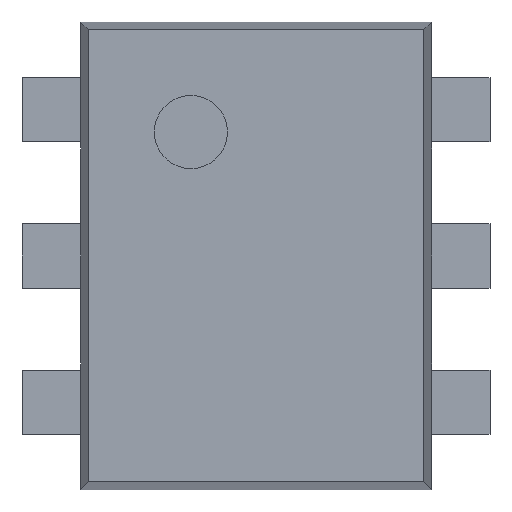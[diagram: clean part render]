
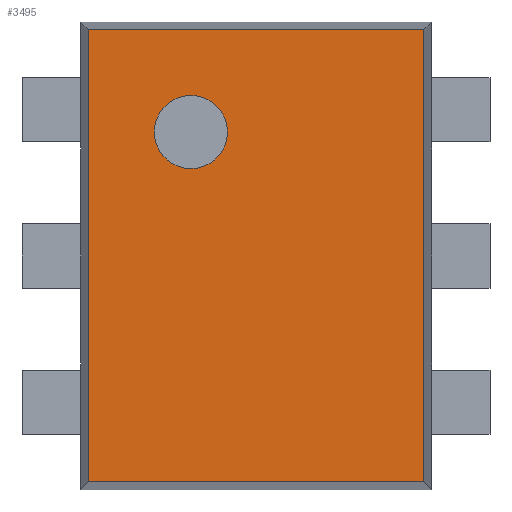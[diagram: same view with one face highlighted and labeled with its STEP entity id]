
A CAD part, top view. The second image highlights one B-rep face of the part: STEP entity #3495.
In plain terms, the highlighted planar face has unit normal (0, 0, 1).
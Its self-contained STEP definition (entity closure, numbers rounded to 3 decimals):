
#36=CARTESIAN_POINT('',(0.,0.));
#39=( GEOMETRIC_REPRESENTATION_CONTEXT(2) PARAMETRIC_REPRESENTATION_CONTEXT() REPRESENTATION_CONTEXT('2D SPACE','') );
#115=VECTOR('',#116,1.);
#116=DIRECTION('',(0.,1.,0.));
#125=DIRECTION('',(0.,0.,-1.));
#357=CARTESIAN_POINT('',(0.6,-0.8,0.11));
#359=CARTESIAN_POINT('',(0.6,0.8,0.11));
#828=VECTOR('',#829,1.);
#829=DIRECTION('',(0.,-1.,0.));
#837=CARTESIAN_POINT('',(-0.6,0.8,0.11));
#839=CARTESIAN_POINT('',(-0.6,-0.8,0.11));
#848=VECTOR('',#849,1.);
#849=DIRECTION('',(-1.,0.,0.));
#905=VECTOR('',#906,1.);
#906=DIRECTION('',(1.,0.,0.));
#967=B_SPLINE_SURFACE_WITH_KNOTS('',1,1,((#357,#968),(#359,#969)),.UNSPECIFIED.,.F.,.F.,.F.,(2,2),(2,2),(0.,1.6),(0.,1.),.PIECEWISE_BEZIER_KNOTS.);
#968=CARTESIAN_POINT('',(0.573,-0.773,0.63));
#969=CARTESIAN_POINT('',(0.573,0.773,0.63));
#992=CARTESIAN_POINT('',(0.,1.));
#1577=B_SPLINE_SURFACE_WITH_KNOTS('',1,1,((#837,#1578),(#839,#1579)),.UNSPECIFIED.,.F.,.F.,.F.,(2,2),(2,2),(0.,1.6),(0.,1.),.PIECEWISE_BEZIER_KNOTS.);
#1578=CARTESIAN_POINT('',(-0.573,0.773,0.63));
#1579=CARTESIAN_POINT('',(-0.573,-0.773,0.63));
#1591=B_SPLINE_SURFACE_WITH_KNOTS('',1,1,((#359,#969),(#837,#1578)),.UNSPECIFIED.,.F.,.F.,.F.,(2,2),(2,2),(0.,1.2),(0.,1.),.PIECEWISE_BEZIER_KNOTS.);
#2877=B_SPLINE_SURFACE_WITH_KNOTS('',1,1,((#839,#1579),(#357,#968)),.UNSPECIFIED.,.F.,.F.,.F.,(2,2),(2,2),(0.,1.2),(0.,1.),.PIECEWISE_BEZIER_KNOTS.);
#3027=VERTEX_POINT('',#969);
#3032=ORIENTED_EDGE('',*,*,#3033,.F.);
#3033=EDGE_CURVE('',#3034,#3027,#3035,.T.);
#3034=VERTEX_POINT('',#968);
#3035=SURFACE_CURVE('',#3036,(#3037,#3041),.PCURVE_S1.);
#3036=LINE('',#968,#115);
#3037=PCURVE('',#967,#3038);
#3038=DEFINITIONAL_REPRESENTATION('',(#3039),#39);
#3039=B_SPLINE_CURVE_WITH_KNOTS('',1,(#992,#3040),.UNSPECIFIED.,.F.,.F.,(2,2),(0.,1.545),.PIECEWISE_BEZIER_KNOTS.);
#3040=CARTESIAN_POINT('',(1.6,1.));
#3041=PCURVE('',#3042,#3045);
#3042=PLANE('',#3043);
#3043=AXIS2_PLACEMENT_3D('',#1578,#125,#3044);
#3044=DIRECTION('',(0.595,-0.803,0.));
#3045=DEFINITIONAL_REPRESENTATION('',(#3046),#39);
#3046=LINE('',#3047,#3048);
#3047=CARTESIAN_POINT('',(1.924,0.));
#3048=VECTOR('',#3049,1.);
#3049=DIRECTION('',(-0.803,-0.595));
#3124=VERTEX_POINT('',#1579);
#3129=ORIENTED_EDGE('',*,*,#3130,.F.);
#3130=EDGE_CURVE('',#3131,#3124,#3132,.T.);
#3131=VERTEX_POINT('',#1578);
#3132=SURFACE_CURVE('',#3133,(#3134,#3135),.PCURVE_S1.);
#3133=LINE('',#1578,#828);
#3134=PCURVE('',#1577,#3038);
#3135=PCURVE('',#3042,#3136);
#3136=DEFINITIONAL_REPRESENTATION('',(#3137),#39);
#3137=LINE('',#36,#3138);
#3138=VECTOR('',#3139,1.);
#3139=DIRECTION('',(0.803,0.595));
#3180=ORIENTED_EDGE('',*,*,#3181,.F.);
#3181=EDGE_CURVE('',#3027,#3131,#3182,.T.);
#3182=SURFACE_CURVE('',#3183,(#3184,#3188),.PCURVE_S1.);
#3183=LINE('',#969,#848);
#3184=PCURVE('',#1591,#3185);
#3185=DEFINITIONAL_REPRESENTATION('',(#3186),#39);
#3186=B_SPLINE_CURVE_WITH_KNOTS('',1,(#992,#3187),.UNSPECIFIED.,.F.,.F.,(2,2),(0.,1.145),.PIECEWISE_BEZIER_KNOTS.);
#3187=CARTESIAN_POINT('',(1.2,1.));
#3188=PCURVE('',#3042,#3189);
#3189=DEFINITIONAL_REPRESENTATION('',(#3190),#39);
#3190=LINE('',#3191,#3192);
#3191=CARTESIAN_POINT('',(0.682,-0.92));
#3192=VECTOR('',#3193,1.);
#3193=DIRECTION('',(-0.595,0.803));
#3472=ORIENTED_EDGE('',*,*,#3473,.F.);
#3473=EDGE_CURVE('',#3124,#3034,#3474,.T.);
#3474=SURFACE_CURVE('',#3475,(#3476,#3477),.PCURVE_S1.);
#3475=LINE('',#1579,#905);
#3476=PCURVE('',#2877,#3185);
#3477=PCURVE('',#3042,#3478);
#3478=DEFINITIONAL_REPRESENTATION('',(#3479),#39);
#3479=LINE('',#3480,#3481);
#3480=CARTESIAN_POINT('',(1.242,0.92));
#3481=VECTOR('',#3482,1.);
#3482=DIRECTION('',(0.595,-0.803));
#3495=ADVANCED_FACE('',(#3496,#3498),#3042,.F.);
#3496=FACE_BOUND('',#3497,.F.);
#3497=EDGE_LOOP('',(#3129,#3180,#3032,#3472));
#3498=FACE_BOUND('',#3499,.F.);
#3499=EDGE_LOOP('',(#3500));
#3500=ORIENTED_EDGE('',*,*,#3501,.T.);
#3501=EDGE_CURVE('',#3502,#3502,#3504,.T.);
#3502=VERTEX_POINT('',#3503);
#3503=CARTESIAN_POINT('',(-0.223,0.298,0.63));
#3504=SURFACE_CURVE('',#3505,(#3509,#3518),.PCURVE_S1.);
#3505=CIRCLE('',#3506,0.125);
#3506=AXIS2_PLACEMENT_3D('',#3507,#3508,#829);
#3507=CARTESIAN_POINT('',(-0.223,0.423,0.63));
#3508=DIRECTION('',(-0.,0.,1.));
#3509=PCURVE('',#3042,#3510);
#3510=DEFINITIONAL_REPRESENTATION('',(#3511),#39);
#3511=( BOUNDED_CURVE() B_SPLINE_CURVE(2,(#3512,#3513,#3514,#3515,#3516,#3517,#3512),.UNSPECIFIED.,.T.,.F.) B_SPLINE_CURVE_WITH_KNOTS((1,2,2,2,2,1),(-2.094,0.,2.094,4.189,6.283,8.378),.UNSPECIFIED.) CURVE() GEOMETRIC_REPRESENTATION_ITEM() RATIONAL_B_SPLINE_CURVE((1.,0.5,1.,0.5,1.,0.5,1.)) REPRESENTATION_ITEM('') );
#3512=CARTESIAN_POINT('',(0.59,0.002));
#3513=CARTESIAN_POINT('',(0.719,-0.172));
#3514=CARTESIAN_POINT('',(0.504,-0.197));
#3515=CARTESIAN_POINT('',(0.289,-0.222));
#3516=CARTESIAN_POINT('',(0.375,-0.023));
#3517=CARTESIAN_POINT('',(0.461,0.176));
#3518=PCURVE('',#3519,#3522);
#3519=CYLINDRICAL_SURFACE('',#3520,0.125);
#3520=AXIS2_PLACEMENT_3D('',#3507,#3521,#829);
#3521=DIRECTION('',(-0.,0.,-1.));
#3522=DEFINITIONAL_REPRESENTATION('',(#3523),#39);
#3523=LINE('',#3524,#3525);
#3524=CARTESIAN_POINT('',(-0.,0.));
#3525=VECTOR('',#3526,1.);
#3526=DIRECTION('',(-1.,0.));
